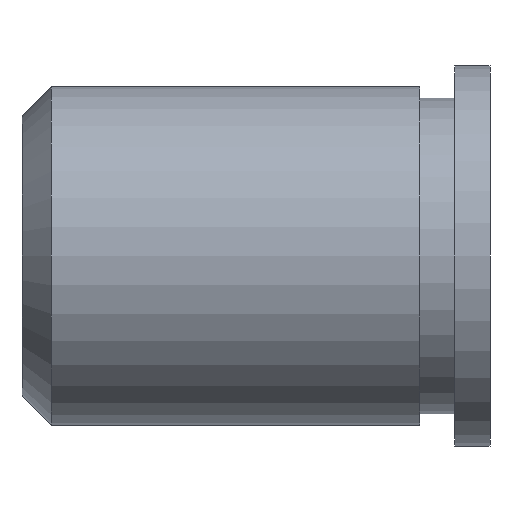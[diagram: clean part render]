
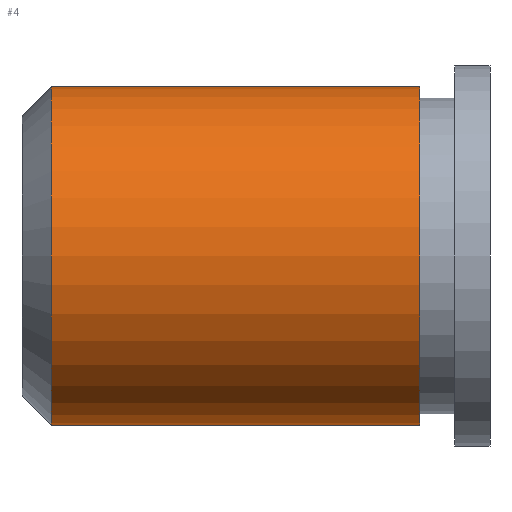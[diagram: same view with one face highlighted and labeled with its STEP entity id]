
A CAD part, left-side view. The second image highlights one B-rep face of the part: STEP entity #4.
In plain terms, the highlighted cylindrical face has radius 3.677 mm (diameter 7.353 mm), a partial arc.
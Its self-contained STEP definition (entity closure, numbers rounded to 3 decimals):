
#4 = ADVANCED_FACE ( 'NONE', ( #158 ), #284, .T. ) ;
#18 = EDGE_CURVE ( 'NONE', #87, #75, #230, .T. ) ;
#23 = EDGE_LOOP ( 'NONE', ( #57, #58, #45, #46 ) ) ;
#30 = VERTEX_POINT ( 'NONE', #255 ) ;
#41 = EDGE_CURVE ( 'NONE', #30, #125, #375, .T. ) ;
#45 = ORIENTED_EDGE ( 'NONE', *, *, #90, .T. ) ;
#46 = ORIENTED_EDGE ( 'NONE', *, *, #41, .F. ) ;
#57 = ORIENTED_EDGE ( 'NONE', *, *, #72, .F. ) ;
#58 = ORIENTED_EDGE ( 'NONE', *, *, #18, .T. ) ;
#72 = EDGE_CURVE ( 'NONE', #87, #30, #517, .T. ) ;
#75 = VERTEX_POINT ( 'NONE', #396 ) ;
#87 = VERTEX_POINT ( 'NONE', #483 ) ;
#90 = EDGE_CURVE ( 'NONE', #75, #125, #430, .T. ) ;
#125 = VERTEX_POINT ( 'NONE', #646 ) ;
#158 = FACE_OUTER_BOUND ( 'NONE', #23, .T. ) ;
#205 = CARTESIAN_POINT ( 'NONE',  ( 0., 5.08, 0. ) ) ;
#226 = DIRECTION ( 'NONE',  ( 0., 0., 1. ) ) ;
#227 = DIRECTION ( 'NONE',  ( 0., 1., 0. ) ) ;
#228 = CARTESIAN_POINT ( 'NONE',  ( 0., -3.556, 0. ) ) ;
#229 = AXIS2_PLACEMENT_3D ( 'NONE', #228, #227, #226 ) ;
#230 = CIRCLE ( 'NONE', #229, 3.677 ) ;
#255 = CARTESIAN_POINT ( 'NONE',  ( 0., 4.445, -3.677 ) ) ;
#281 = DIRECTION ( 'NONE',  ( 0., 0., 1. ) ) ;
#282 = DIRECTION ( 'NONE',  ( 0., 1., 0. ) ) ;
#283 = AXIS2_PLACEMENT_3D ( 'NONE', #205, #282, #281 ) ;
#284 = CYLINDRICAL_SURFACE ( 'NONE', #283, 3.677 ) ;
#320 = DIRECTION ( 'NONE',  ( 0., 0., 1. ) ) ;
#321 = DIRECTION ( 'NONE',  ( 0., 1., 0. ) ) ;
#322 = CARTESIAN_POINT ( 'NONE',  ( 0., 4.445, 0. ) ) ;
#374 = AXIS2_PLACEMENT_3D ( 'NONE', #322, #321, #320 ) ;
#375 = CIRCLE ( 'NONE', #374, 3.677 ) ;
#396 = CARTESIAN_POINT ( 'NONE',  ( 0., -3.556, 3.677 ) ) ;
#427 = DIRECTION ( 'NONE',  ( 0., 1., 0. ) ) ;
#428 = VECTOR ( 'NONE', #427, 1000. ) ;
#429 = CARTESIAN_POINT ( 'NONE',  ( 0., 5.08, 3.677 ) ) ;
#430 = LINE ( 'NONE', #429, #428 ) ;
#440 = DIRECTION ( 'NONE',  ( 0., 1., 0. ) ) ;
#441 = VECTOR ( 'NONE', #440, 1000. ) ;
#442 = CARTESIAN_POINT ( 'NONE',  ( 0., 5.08, -3.677 ) ) ;
#483 = CARTESIAN_POINT ( 'NONE',  ( 0., -3.556, -3.677 ) ) ;
#517 = LINE ( 'NONE', #442, #441 ) ;
#646 = CARTESIAN_POINT ( 'NONE',  ( 0., 4.445, 3.677 ) ) ;
